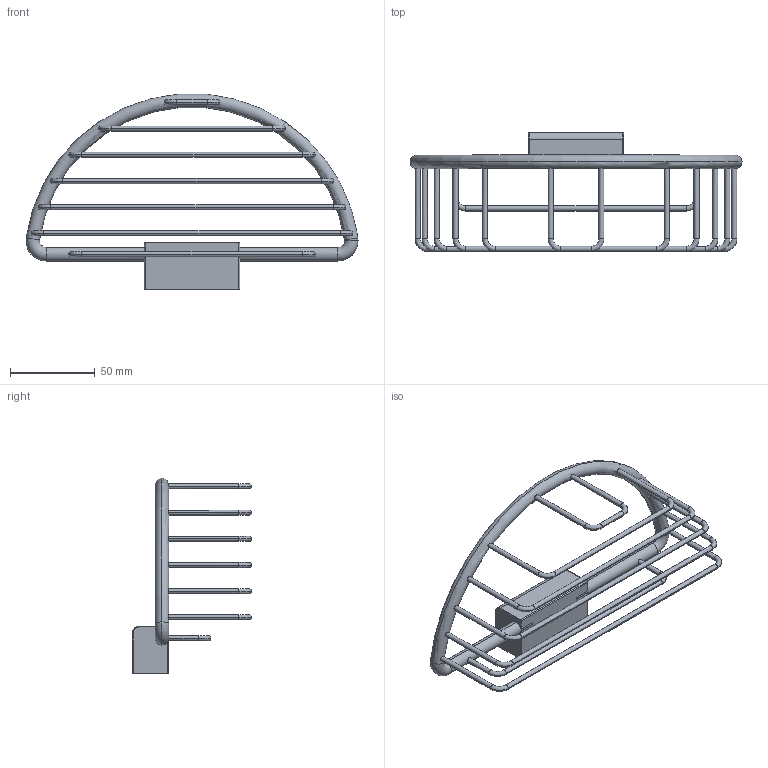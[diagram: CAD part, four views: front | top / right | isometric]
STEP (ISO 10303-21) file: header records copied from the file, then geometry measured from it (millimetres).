
FILE_DESCRIPTION (( 'STEP AP203' ), '1' );
FILE_NAME ('83290970-00.STEP', '2018-07-04T05:57:07', ( '' ), ( '' ), 'SwSTEP 2.0', 'SolidWorks 2017', '' );
FILE_SCHEMA (( 'CONFIG_CONTROL_DESIGN' ));
Length unit declared in the file: millimetre
Products named in the file (1): 83290970-00
Bounding box: 196.33 x 70.45 x 115.65 mm (x, y, z)
Volume: 65569.8 mm3; surface area: 31376.5 mm2
Topology: 1 solids, 1 shells, 104 faces, 238 edges, 132 vertices
Faces by surface type: cylinder 56, torus 38, plane 8, sphere 2
Entity records: 3675 total; most frequent: CARTESIAN_POINT 1223, DIRECTION 542, ORIENTED_EDGE 472, EDGE_CURVE 236, AXIS2_PLACEMENT_3D 233, VERTEX_POINT 132, CIRCLE 128, EDGE_LOOP 118
